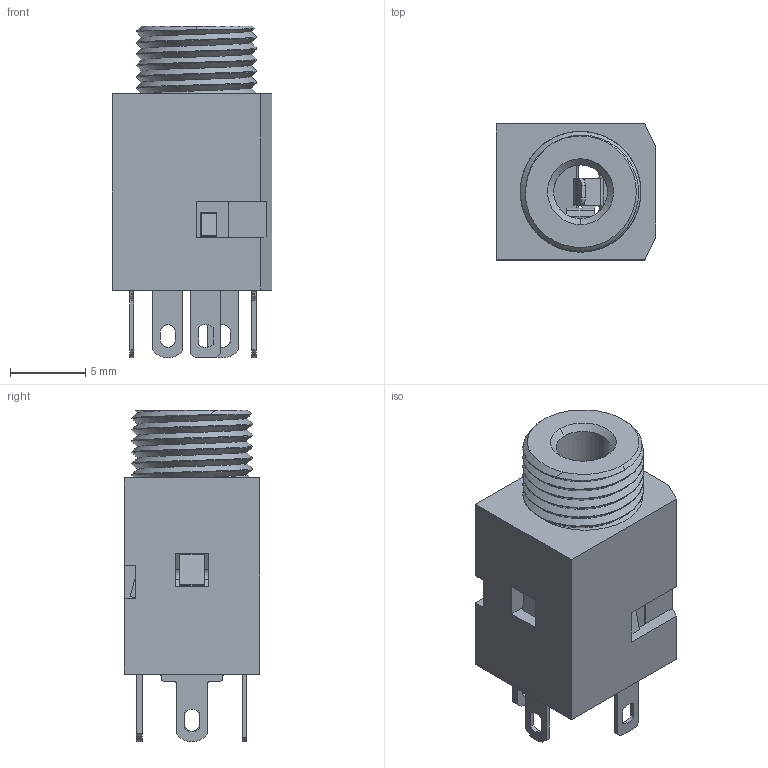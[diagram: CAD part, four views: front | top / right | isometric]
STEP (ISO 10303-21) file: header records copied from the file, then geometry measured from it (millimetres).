
FILE_DESCRIPTION (( 'STEP AP214' ), '1' );
FILE_NAME ('Same_Sky_SJ3-35053D.step', '2024-10-01T21:03:36', ( '' ), ( '' ), 'SwSTEP 2.0', 'SolidWorks 2024', '' );
FILE_SCHEMA (( 'AUTOMOTIVE_DESIGN' ));
Length unit declared in the file: inch
Products named in the file (1): Same_Sky_SJ3-35053D
Bounding box: 10.6 x 9 x 22 mm (x, y, z)
Volume: 813.5 mm3; surface area: 2277.9 mm2
Topology: 6 solids, 6 shells, 573 faces, 1565 edges, 1007 vertices
Faces by surface type: plane 381, cylinder 138, bspline 40, sphere 8, cone 6
Entity records: 22630 total; most frequent: CARTESIAN_POINT 8282, ORIENTED_EDGE 3124, DIRECTION 2698, EDGE_CURVE 1562, LINE 1176, VECTOR 1176, VERTEX_POINT 1005, AXIS2_PLACEMENT_3D 761
